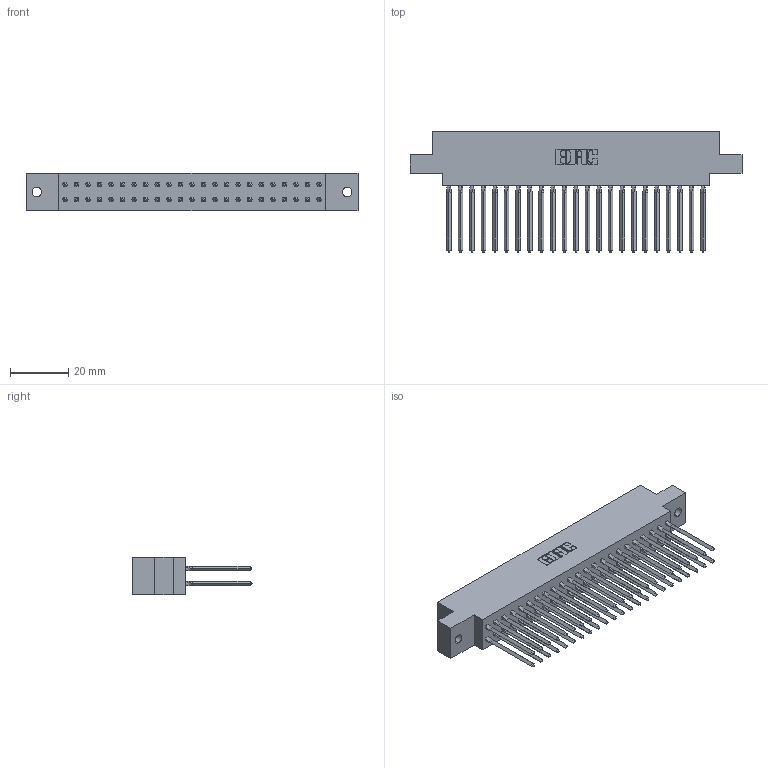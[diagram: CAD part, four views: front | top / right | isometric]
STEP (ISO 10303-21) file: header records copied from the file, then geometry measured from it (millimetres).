
FILE_DESCRIPTION (( 'STEP AP203' ), '1' );
FILE_NAME ('317-046-543-802.STEP', '2020-02-28T02:33:20', ( '' ), ( '' ), 'SwSTEP 2.0', 'SolidWorks 2016', '' );
FILE_SCHEMA (( 'CONFIG_CONTROL_DESIGN' ));
Length unit declared in the file: inch
Products named in the file (3): 317 Part_.144 Dia; 317-046-543-802; 317-290-001_543
Assembly tree (47 placements, depth 2):
  317-046-543-802
    317 Part_.144 Dia
    317-290-001_543  x46
Bounding box: 113.84 x 41.15 x 12.7 mm (x, y, z)
Volume: 18656.2 mm3; surface area: 27293.4 mm2
Topology: 47 solids, 47 shells, 4196 faces, 11637 edges, 7496 vertices
Faces by surface type: plane 3416, cylinder 596, bspline 184
Entity records: 35900 total; most frequent: CARTESIAN_POINT 6675, ORIENTED_EDGE 6174, DIRECTION 5153, EDGE_CURVE 3087, LINE 2831, VECTOR 2831, VERTEX_POINT 2051, AXIS2_PLACEMENT_3D 1161
